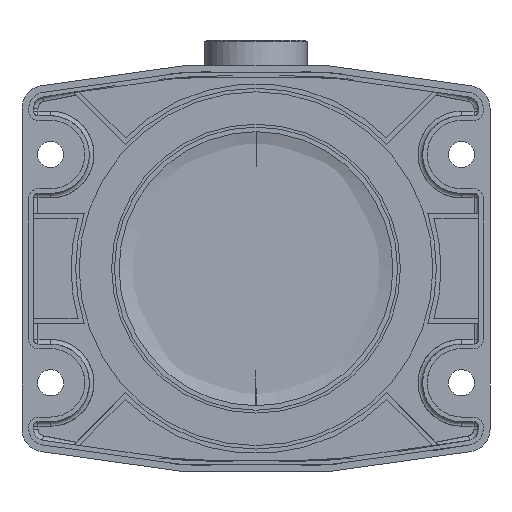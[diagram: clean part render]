
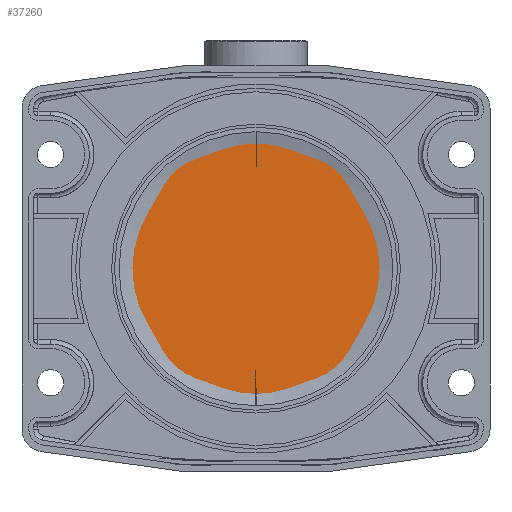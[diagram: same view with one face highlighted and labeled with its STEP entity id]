
A CAD part, front view. The second image highlights one B-rep face of the part: STEP entity #37260.
In plain terms, the highlighted face is planar.
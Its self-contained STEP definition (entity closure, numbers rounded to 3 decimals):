
#4444 = VERTEX_POINT ( 'NONE', #38095 ) ;
#8343 = CIRCLE ( 'NONE', #31399, 65.5 ) ;
#9358 = EDGE_CURVE ( 'NONE', #18944, #4444, #26692, .T. ) ;
#9416 = DIRECTION ( 'NONE',  ( -1., 0., 0. ) ) ;
#10261 = CARTESIAN_POINT ( 'NONE',  ( 65.5, 0., 12. ) ) ;
#12108 = CARTESIAN_POINT ( 'NONE',  ( 0., 0., 12. ) ) ;
#12306 = DIRECTION ( 'NONE',  ( 0., 0., -1. ) ) ;
#15242 = ORIENTED_EDGE ( 'NONE', *, *, #9358, .T. ) ;
#17470 = EDGE_LOOP ( 'NONE', ( #24039, #15242 ) ) ;
#18801 = EDGE_CURVE ( 'NONE', #4444, #18944, #8343, .T. ) ;
#18944 = VERTEX_POINT ( 'NONE', #10261 ) ;
#20442 = DIRECTION ( 'NONE',  ( -1., 0., 0. ) ) ;
#20854 = PLANE ( 'NONE',  #37033 ) ;
#24039 = ORIENTED_EDGE ( 'NONE', *, *, #18801, .T. ) ;
#26692 = CIRCLE ( 'NONE', #30667, 65.5 ) ;
#27051 = DIRECTION ( 'NONE',  ( 0., 0., -1. ) ) ;
#29898 = DIRECTION ( 'NONE',  ( 0., 0., -1. ) ) ;
#30667 = AXIS2_PLACEMENT_3D ( 'NONE', #12108, #12306, #9416 ) ;
#31399 = AXIS2_PLACEMENT_3D ( 'NONE', #34033, #29898, #33411 ) ;
#33411 = DIRECTION ( 'NONE',  ( -1., 0., 0. ) ) ;
#34033 = CARTESIAN_POINT ( 'NONE',  ( 0., 0., 12. ) ) ;
#35917 = FACE_OUTER_BOUND ( 'NONE', #17470, .T. ) ;
#36131 = CARTESIAN_POINT ( 'NONE',  ( -133., 133., 12. ) ) ;
#37033 = AXIS2_PLACEMENT_3D ( 'NONE', #36131, #27051, #20442 ) ;
#37260 = ADVANCED_FACE ( 'NONE', ( #35917 ), #20854, .T. ) ;
#38095 = CARTESIAN_POINT ( 'NONE',  ( -65.5, 0., 12. ) ) ;
